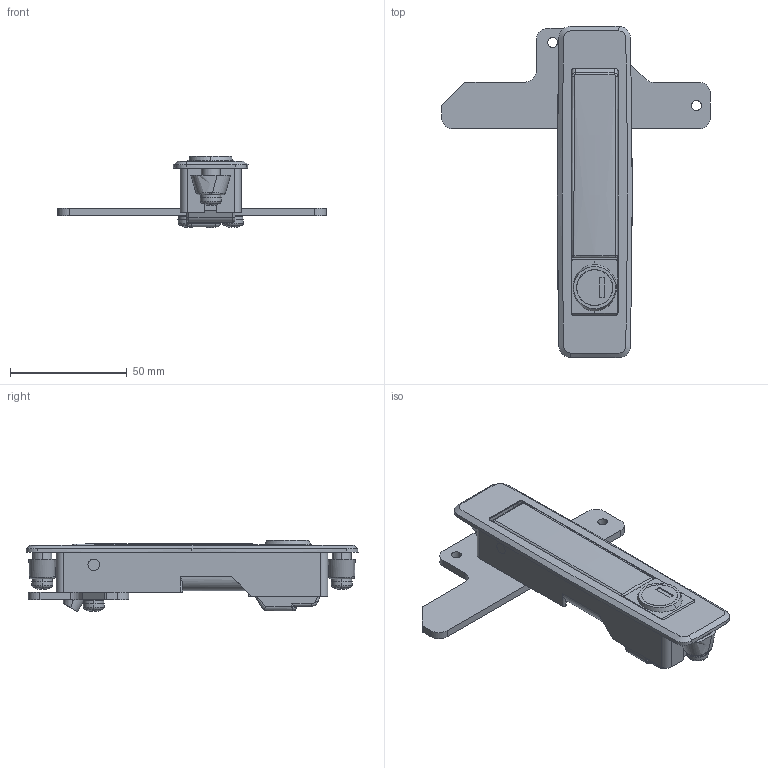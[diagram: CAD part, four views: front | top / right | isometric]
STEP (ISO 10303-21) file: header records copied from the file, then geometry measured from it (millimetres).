
FILE_DESCRIPTION (( 'STEP AP203' ), '1' );
FILE_NAME ('A-230-1-1-TAK60.STEP', '2021-03-08T23:33:31', ( '' ), ( '' ), 'SwSTEP 2.0', 'SolidWorks 2018', '' );
FILE_SCHEMA (( 'CONFIG_CONTROL_DESIGN' ));
Length unit declared in the file: millimetre
Products named in the file (11): A-230-1-1-TAK60_ダミーローター__#TAK60-4_; A-230-1-1-TAK60_ハンドル_; A-230-1-1-TAK60_オワンワッシャー_; A-230-1-1-TAK60; A-230-1-1-TAK60_ボタン_; A-230-1-1-TAK60_本体_; A-230-1-1-TAK60_止め金_; A-230-1-1-TAK60_裏板_; A-230-1-1-TAK60_十字穴付小ねじ_内径基準ver1.04__M5x8十字穴付なべ小ねじ(鉄)SWシングルセムス(P2); A-230-1-1-TAK60_ボタンシャフト_; A-230-1-1-TAK60_ハンドルシャフト_
Assembly tree (14 placements, depth 2):
  A-230-1-1-TAK60
    A-230-1-1-TAK60_本体_
    A-230-1-1-TAK60_ハンドル_
    A-230-1-1-TAK60_ハンドルシャフト_
    A-230-1-1-TAK60_ボタン_
    A-230-1-1-TAK60_ボタンシャフト_
    A-230-1-1-TAK60_裏板_
    A-230-1-1-TAK60_止め金_
    A-230-1-1-TAK60_ダミーローター__#TAK60-4_
    A-230-1-1-TAK60_十字穴付小ねじ_内径基準ver1.04__M5x8十字穴付なべ小ねじ(鉄)SWシングルセムス(P2)  x4
    A-230-1-1-TAK60_オワンワッシャー_  x2
Bounding box: 115 x 141.97 x 30.5 mm (x, y, z)
Volume: 54985.2 mm3; surface area: 42435.8 mm2
Topology: 14 solids, 14 shells, 706 faces, 1876 edges, 1207 vertices
Faces by surface type: plane 315, cylinder 281, bspline 45, torus 30, sphere 19, cone 16
Entity records: 22155 total; most frequent: CARTESIAN_POINT 6954, ORIENTED_EDGE 3004, DIRECTION 2887, EDGE_CURVE 1502, AXIS2_PLACEMENT_3D 1055, VERTEX_POINT 967, LINE 777, VECTOR 777
